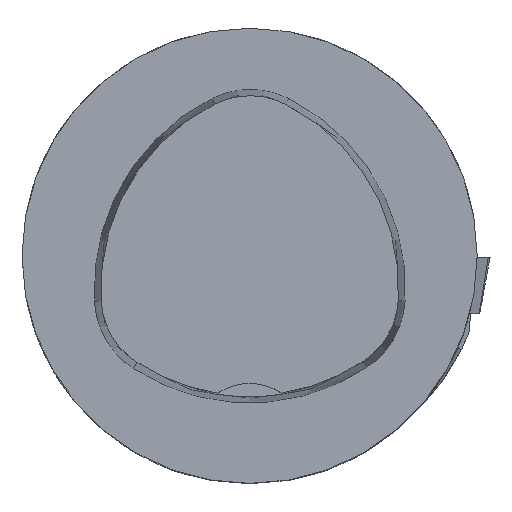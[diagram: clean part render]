
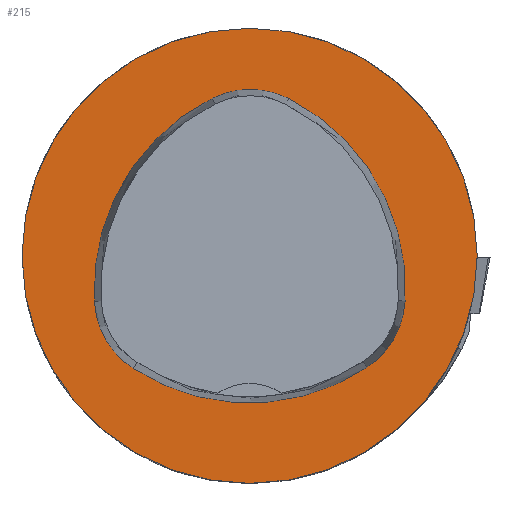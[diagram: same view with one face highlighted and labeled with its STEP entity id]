
A CAD part, top view. The second image highlights one B-rep face of the part: STEP entity #215.
In plain terms, the highlighted planar face has unit normal (0, 0, 1).
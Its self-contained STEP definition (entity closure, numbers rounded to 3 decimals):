
#215=ADVANCED_FACE('',(#424,#425),#259,.T.);
#259=PLANE('',#1242);
#424=FACE_BOUND('',#480,.T.);
#425=FACE_BOUND('',#481,.T.);
#480=EDGE_LOOP('',(#682,#683,#684,#685,#686,#687));
#481=EDGE_LOOP('',(#688));
#682=ORIENTED_EDGE('',*,*,#1000,.F.);
#683=ORIENTED_EDGE('',*,*,#995,.F.);
#684=ORIENTED_EDGE('',*,*,#990,.F.);
#685=ORIENTED_EDGE('',*,*,#987,.F.);
#686=ORIENTED_EDGE('',*,*,#984,.F.);
#687=ORIENTED_EDGE('',*,*,#980,.F.);
#688=ORIENTED_EDGE('',*,*,#971,.T.);
#861=VERTEX_POINT('',#1958);
#870=VERTEX_POINT('',#1977);
#871=VERTEX_POINT('',#1978);
#874=VERTEX_POINT('',#1986);
#876=VERTEX_POINT('',#1992);
#878=VERTEX_POINT('',#1998);
#882=VERTEX_POINT('',#2011);
#971=EDGE_CURVE('',#861,#861,#1055,.T.);
#980=EDGE_CURVE('',#870,#871,#1056,.T.);
#984=EDGE_CURVE('',#871,#874,#1058,.T.);
#987=EDGE_CURVE('',#874,#876,#1060,.T.);
#990=EDGE_CURVE('',#876,#878,#1062,.T.);
#995=EDGE_CURVE('',#878,#882,#1065,.T.);
#1000=EDGE_CURVE('',#882,#870,#1068,.T.);
#1055=CIRCLE('',#1214,16.);
#1056=CIRCLE('',#1220,15.);
#1058=CIRCLE('',#1223,6.);
#1060=CIRCLE('',#1226,15.);
#1062=CIRCLE('',#1229,6.);
#1065=CIRCLE('',#1233,15.);
#1068=CIRCLE('',#1237,6.);
#1214=AXIS2_PLACEMENT_3D('',#1957,#1445,#1446);
#1220=AXIS2_PLACEMENT_3D('',#1976,#1461,#1462);
#1223=AXIS2_PLACEMENT_3D('',#1985,#1469,#1470);
#1226=AXIS2_PLACEMENT_3D('',#1991,#1476,#1477);
#1229=AXIS2_PLACEMENT_3D('',#1997,#1483,#1484);
#1233=AXIS2_PLACEMENT_3D('',#2010,#1492,#1493);
#1237=AXIS2_PLACEMENT_3D('',#2023,#1501,#1502);
#1242=AXIS2_PLACEMENT_3D('',#2028,#1511,#1512);
#1445=DIRECTION('',(0.,0.,1.));
#1446=DIRECTION('',(1.,0.,0.));
#1461=DIRECTION('',(0.,0.,1.));
#1462=DIRECTION('',(1.,0.,0.));
#1469=DIRECTION('',(0.,0.,1.));
#1470=DIRECTION('',(1.,0.,0.));
#1476=DIRECTION('',(0.,0.,1.));
#1477=DIRECTION('',(1.,0.,0.));
#1483=DIRECTION('',(0.,0.,1.));
#1484=DIRECTION('',(1.,0.,0.));
#1492=DIRECTION('',(0.,0.,1.));
#1493=DIRECTION('',(1.,0.,0.));
#1501=DIRECTION('',(0.,0.,1.));
#1502=DIRECTION('',(1.,0.,0.));
#1511=DIRECTION('',(0.,0.,1.));
#1512=DIRECTION('',(-1.,0.,0.));
#1957=CARTESIAN_POINT('',(0.,0.,0.));
#1958=CARTESIAN_POINT('',(16.,0.,0.));
#1976=CARTESIAN_POINT('',(-4.048,-2.316,0.));
#1977=CARTESIAN_POINT('',(10.926,-3.206,0.));
#1978=CARTESIAN_POINT('',(2.774,11.043,0.));
#1985=CARTESIAN_POINT('',(0.045,5.7,0.));
#1986=CARTESIAN_POINT('',(-2.638,11.066,0.));
#1991=CARTESIAN_POINT('',(4.07,-2.35,0.));
#1992=CARTESIAN_POINT('',(-10.903,-3.249,0.));
#1997=CARTESIAN_POINT('',(-4.914,-2.889,0.));
#1998=CARTESIAN_POINT('',(-8.177,-7.924,0.));
#2010=CARTESIAN_POINT('',(-0.019,4.663,0.));
#2011=CARTESIAN_POINT('',(8.24,-7.859,0.));
#2023=CARTESIAN_POINT('',(4.936,-2.85,0.));
#2028=CARTESIAN_POINT('',(0.,0.,0.));
